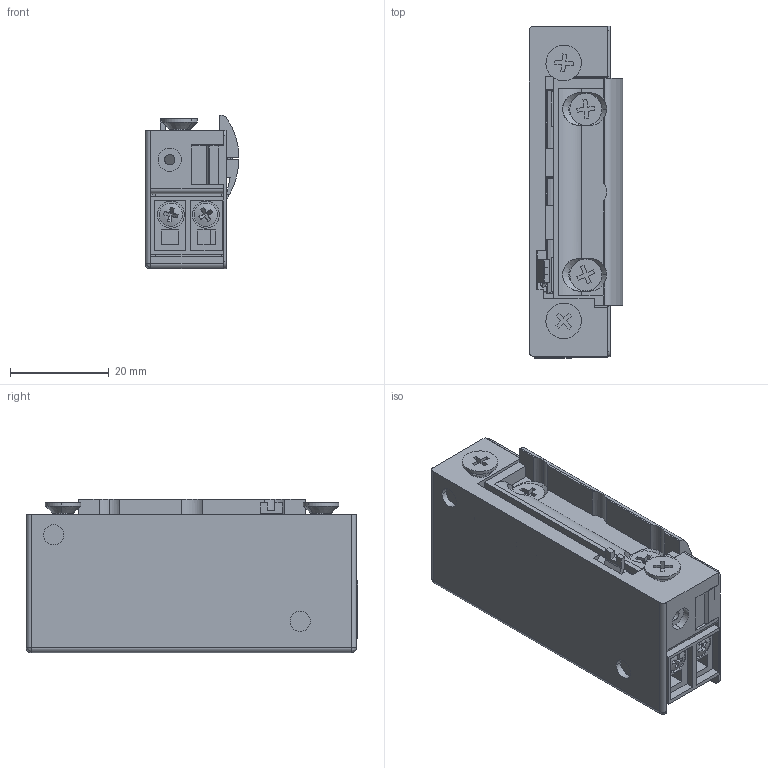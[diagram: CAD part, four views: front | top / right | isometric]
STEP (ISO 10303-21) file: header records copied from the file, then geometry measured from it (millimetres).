
FILE_DESCRIPTION (( 'STEP AP214' ), '1' );
FILE_NAME ('SEE1L_STPALL.step', '2024-06-18T08:54:30', ( '' ), ( '' ), 'SwSTEP 2.0', 'SolidWorks 2020', '' );
FILE_SCHEMA (( 'AUTOMOTIVE_DESIGN' ));
Length unit declared in the file: millimetre
Products named in the file (10): ENVIABLE_13161; SEE1L_STPALL; ENVIABLE_13161-N; M3x4 regleta_B18.6.7M - M2.5 x 0.45 x 5 Type I Cross Recessed OHMS --5N; ENVIABLE_20064; ENVIABLE_12094; ENVIABLE_18067; ENVIABLE_11264; ENVIABLE_M4X8 regleta; ENVIABLE_M4X8
Assembly tree (12 placements, depth 2):
  SEE1L_STPALL
    ENVIABLE_12094
    ENVIABLE_13161
    ENVIABLE_13161-N
    ENVIABLE_20064
    ENVIABLE_11264
    ENVIABLE_18067
    ENVIABLE_M4X8  x2
    M3x4 regleta_B18.6.7M - M2.5 x 0.45 x 5 Type I Cross Recessed OHMS --5N  x2
    ENVIABLE_M4X8 regleta  x2
Bounding box: 19 x 67.3 x 31.11 mm (x, y, z)
Volume: 17074.7 mm3; surface area: 18576.3 mm2
Topology: 12 solids, 13 shells, 607 faces, 1561 edges, 985 vertices
Faces by surface type: plane 456, cylinder 127, cone 18, bspline 6
Entity records: 22916 total; most frequent: CARTESIAN_POINT 3433, ORIENTED_EDGE 2826, DIRECTION 2629, EDGE_CURVE 1413, VECTOR 1039, LINE 1039, VERTEX_POINT 893, AXIS2_PLACEMENT_3D 795
